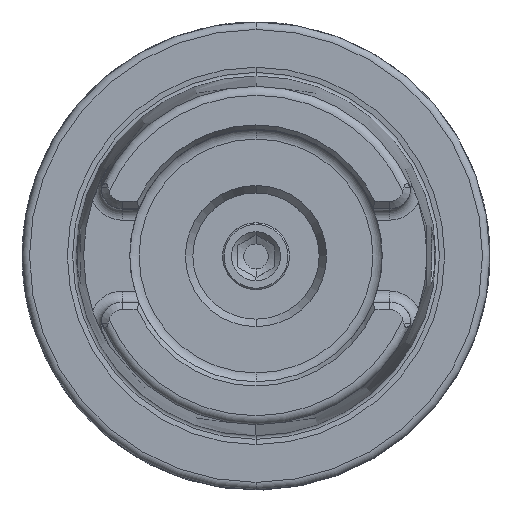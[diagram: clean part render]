
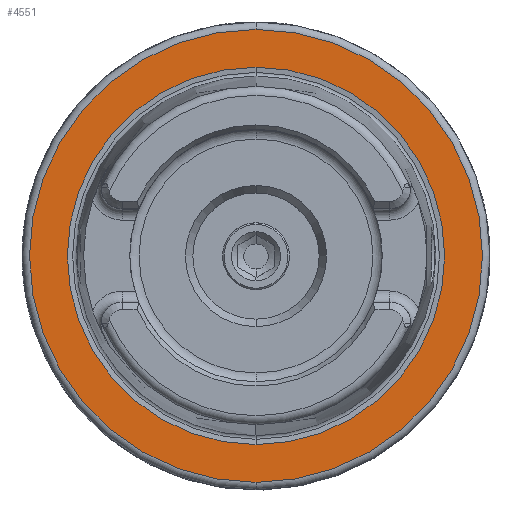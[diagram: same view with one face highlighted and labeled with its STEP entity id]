
A CAD part, top view. The second image highlights one B-rep face of the part: STEP entity #4551.
In plain terms, the highlighted planar face has unit normal (0, 0, 1).
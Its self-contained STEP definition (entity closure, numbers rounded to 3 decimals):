
#1274=CARTESIAN_POINT('',(0,0,26));
#1275=DIRECTION('',(0,0,-1));
#1276=DIRECTION('',(0,1,0));
#1277=AXIS2_PLACEMENT_3D('',#1274,#1275,#1276);
#1287=CARTESIAN_POINT('',(0,0,26));
#1288=DIRECTION('',(0,0,1));
#1289=DIRECTION('',(0,1,0));
#1290=AXIS2_PLACEMENT_3D('',#1287,#1288,#1289);
#1292=CARTESIAN_POINT('',(0,0,26));
#1293=DIRECTION('',(0,0,1));
#1294=DIRECTION('',(0,1,0));
#1295=AXIS2_PLACEMENT_3D('',#1292,#1293,#1294);
#1297=CARTESIAN_POINT('',(0,0,26));
#1298=DIRECTION('',(0,0,1));
#1299=DIRECTION('',(0,-1,0));
#1300=AXIS2_PLACEMENT_3D('',#1297,#1298,#1299);
#2756=CARTESIAN_POINT('',(0,25.409,26));
#2758=VERTEX_POINT('',#2756);
#2792=CARTESIAN_POINT('',(0,-25.409,26));
#2794=VERTEX_POINT('',#2792);
#2858=CARTESIAN_POINT('',(0,30.5,26));
#2859=CARTESIAN_POINT('',(0,-30.5,26));
#2860=VERTEX_POINT('',#2858);
#2861=VERTEX_POINT('',#2859);
#4536=CARTESIAN_POINT('',(0,0,26));
#4537=DIRECTION('',(0,0,-1));
#4538=DIRECTION('',(0,-1,0));
#4539=AXIS2_PLACEMENT_3D('',#4536,#4537,#4538);
#4540=PLANE('',#4539);
#4542=ORIENTED_EDGE('',*,*,#4541,.F.);
#4544=ORIENTED_EDGE('',*,*,#4543,.F.);
#4545=EDGE_LOOP('',(#4542,#4544));
#4546=FACE_OUTER_BOUND('',#4545,.F.);
#4547=ORIENTED_EDGE('',*,*,#4531,.T.);
#4548=ORIENTED_EDGE('',*,*,#4515,.F.);
#4549=EDGE_LOOP('',(#4547,#4548));
#4550=FACE_BOUND('',#4549,.F.);
#4551=ADVANCED_FACE('',(#4546,#4550),#4540,.F.);
#1278=CIRCLE('',#1277,25.409);
#1291=CIRCLE('',#1290,25.409);
#1296=CIRCLE('',#1295,30.5);
#1301=CIRCLE('',#1300,30.5);
#4515=EDGE_CURVE('',#2758,#2794,#1278,.T.);
#4531=EDGE_CURVE('',#2758,#2794,#1291,.T.);
#4541=EDGE_CURVE('',#2860,#2861,#1296,.T.);
#4543=EDGE_CURVE('',#2861,#2860,#1301,.T.);
